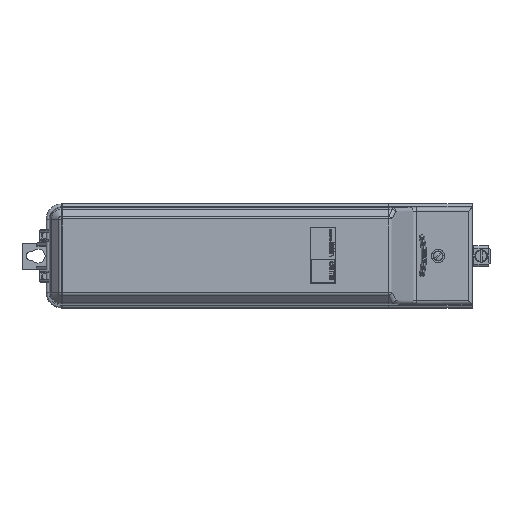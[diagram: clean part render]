
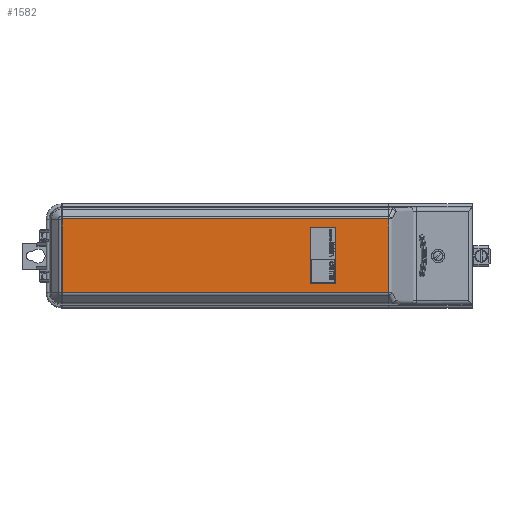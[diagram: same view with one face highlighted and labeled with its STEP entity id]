
A CAD part, top view. The second image highlights one B-rep face of the part: STEP entity #1582.
In plain terms, the highlighted planar face has unit normal (0, 0, 1).
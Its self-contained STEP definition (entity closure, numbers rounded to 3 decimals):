
#1582 = ADVANCED_FACE( '', ( #3769 ), #3770, .T. );
#3769 = FACE_OUTER_BOUND( '', #9401, .T. );
#3770 = PLANE( '', #9402 );
#9401 = EDGE_LOOP( '', ( #18137, #18138, #18139, #18140 ) );
#9402 = AXIS2_PLACEMENT_3D( '', #18141, #18142, #18143 );
#18137 = ORIENTED_EDGE( '', *, *, #25847, .F. );
#18138 = ORIENTED_EDGE( '', *, *, #25848, .F. );
#18139 = ORIENTED_EDGE( '', *, *, #25849, .T. );
#18140 = ORIENTED_EDGE( '', *, *, #24227, .T. );
#18141 = CARTESIAN_POINT( '', ( -140.75, -29.173, 91.49 ) );
#18142 = DIRECTION( '', ( 0., 0., 1. ) );
#18143 = DIRECTION( '', ( 0., 1., 0. ) );
#24227 = EDGE_CURVE( '', #27494, #27491, #27495, .T. );
#25847 = EDGE_CURVE( '', #30211, #27491, #30212, .T. );
#25848 = EDGE_CURVE( '', #30213, #30211, #30214, .T. );
#25849 = EDGE_CURVE( '', #30213, #27494, #30215, .T. );
#27491 = VERTEX_POINT( '', #32294 );
#27494 = VERTEX_POINT( '', #32297 );
#27495 = LINE( '', #32298, #32299 );
#30211 = VERTEX_POINT( '', #37621 );
#30212 = LINE( '', #37622, #37623 );
#30213 = VERTEX_POINT( '', #37624 );
#30214 = LINE( '', #37625, #37626 );
#30215 = LINE( '', #37627, #37628 );
#32294 = CARTESIAN_POINT( '', ( 51.7, -29.173, 91.49 ) );
#32297 = CARTESIAN_POINT( '', ( -206.25, -29.173, 91.49 ) );
#32298 = CARTESIAN_POINT( '', ( -140.75, -29.173, 91.49 ) );
#32299 = VECTOR( '', #42042, 1000. );
#37621 = CARTESIAN_POINT( '', ( 51.7, 29.173, 91.49 ) );
#37622 = CARTESIAN_POINT( '', ( 51.7, -29.173, 91.49 ) );
#37623 = VECTOR( '', #43766, 1000. );
#37624 = CARTESIAN_POINT( '', ( -206.25, 29.173, 91.49 ) );
#37625 = CARTESIAN_POINT( '', ( -140.75, 29.173, 91.49 ) );
#37626 = VECTOR( '', #43767, 1000. );
#37627 = CARTESIAN_POINT( '', ( -206.25, -29.173, 91.49 ) );
#37628 = VECTOR( '', #43768, 1000. );
#42042 = DIRECTION( '', ( 1., 0., 0. ) );
#43766 = DIRECTION( '', ( 0., -1., 0. ) );
#43767 = DIRECTION( '', ( 1., 0., 0. ) );
#43768 = DIRECTION( '', ( 0., -1., 0. ) );
